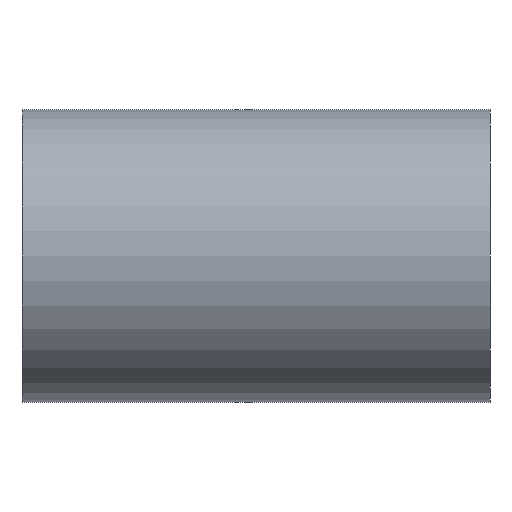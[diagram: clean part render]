
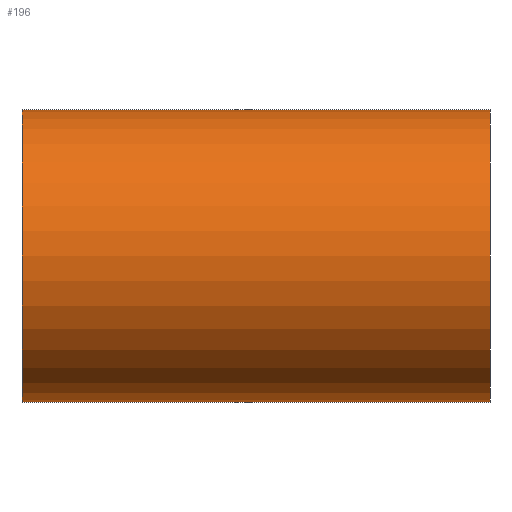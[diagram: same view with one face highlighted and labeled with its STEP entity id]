
A CAD part, left-side view. The second image highlights one B-rep face of the part: STEP entity #196.
In plain terms, the highlighted cylindrical face has radius 3.175 mm (diameter 6.35 mm), a partial arc.
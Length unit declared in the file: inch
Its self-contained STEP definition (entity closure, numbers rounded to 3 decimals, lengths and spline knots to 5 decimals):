
#4 = ORIENTED_EDGE ( 'NONE', *, *, #47, .T. ) ;
#9 = AXIS2_PLACEMENT_3D ( 'NONE', #67, #139, #176 ) ;
#14 = CARTESIAN_POINT ( 'NONE',  ( 0., 0.4, 0. ) ) ;
#25 = DIRECTION ( 'NONE',  ( 0., -1., 0. ) ) ;
#35 = CARTESIAN_POINT ( 'NONE',  ( 0., 0.4, 0.125 ) ) ;
#42 = ORIENTED_EDGE ( 'NONE', *, *, #138, .T. ) ;
#46 = VERTEX_POINT ( 'NONE', #80 ) ;
#47 = EDGE_CURVE ( 'NONE', #48, #74, #137, .T. ) ;
#48 = VERTEX_POINT ( 'NONE', #136 ) ;
#61 = AXIS2_PLACEMENT_3D ( 'NONE', #14, #204, #115 ) ;
#62 = DIRECTION ( 'NONE',  ( 0., 0., 1. ) ) ;
#67 = CARTESIAN_POINT ( 'NONE',  ( 0., 0., 0. ) ) ;
#74 = VERTEX_POINT ( 'NONE', #79 ) ;
#79 = CARTESIAN_POINT ( 'NONE',  ( 0., 0., -0.125 ) ) ;
#80 = CARTESIAN_POINT ( 'NONE',  ( 0., 0.4, 0.125 ) ) ;
#82 = FACE_OUTER_BOUND ( 'NONE', #89, .T. ) ;
#89 = EDGE_LOOP ( 'NONE', ( #107, #151, #4, #42 ) ) ;
#97 = VECTOR ( 'NONE', #25, 39.37008 ) ;
#105 = CIRCLE ( 'NONE', #9, 0.125 ) ;
#106 = VERTEX_POINT ( 'NONE', #154 ) ;
#107 = ORIENTED_EDGE ( 'NONE', *, *, #200, .F. ) ;
#111 = CARTESIAN_POINT ( 'NONE',  ( 0., 0.4, -0.125 ) ) ;
#112 = CYLINDRICAL_SURFACE ( 'NONE', #61, 0.125 ) ;
#115 = DIRECTION ( 'NONE',  ( 0., 0., -1. ) ) ;
#121 = CIRCLE ( 'NONE', #191, 0.125 ) ;
#124 = VECTOR ( 'NONE', #162, 39.37008 ) ;
#126 = EDGE_CURVE ( 'NONE', #48, #46, #121, .T. ) ;
#136 = CARTESIAN_POINT ( 'NONE',  ( 0., 0.4, -0.125 ) ) ;
#137 = LINE ( 'NONE', #111, #97 ) ;
#138 = EDGE_CURVE ( 'NONE', #74, #106, #105, .T. ) ;
#139 = DIRECTION ( 'NONE',  ( 0., 1., 0. ) ) ;
#151 = ORIENTED_EDGE ( 'NONE', *, *, #126, .F. ) ;
#154 = CARTESIAN_POINT ( 'NONE',  ( 0., 0., 0.125 ) ) ;
#162 = DIRECTION ( 'NONE',  ( 0., -1., 0. ) ) ;
#166 = CARTESIAN_POINT ( 'NONE',  ( 0., 0.4, 0. ) ) ;
#176 = DIRECTION ( 'NONE',  ( 0., 0., 1. ) ) ;
#177 = LINE ( 'NONE', #35, #124 ) ;
#191 = AXIS2_PLACEMENT_3D ( 'NONE', #166, #199, #62 ) ;
#196 = ADVANCED_FACE ( 'NONE', ( #82 ), #112, .T. ) ;
#199 = DIRECTION ( 'NONE',  ( 0., 1., 0. ) ) ;
#200 = EDGE_CURVE ( 'NONE', #46, #106, #177, .T. ) ;
#204 = DIRECTION ( 'NONE',  ( 0., -1., 0. ) ) ;
